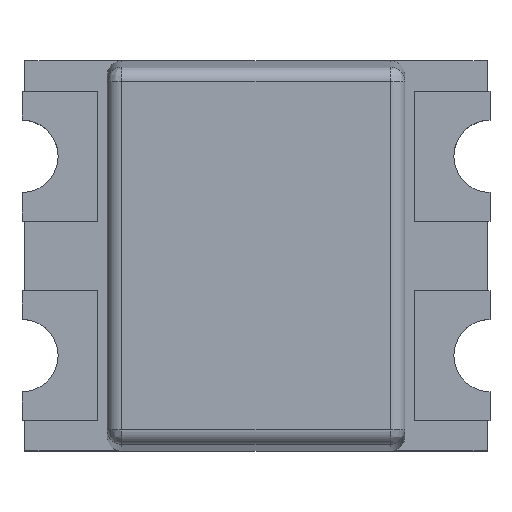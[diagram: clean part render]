
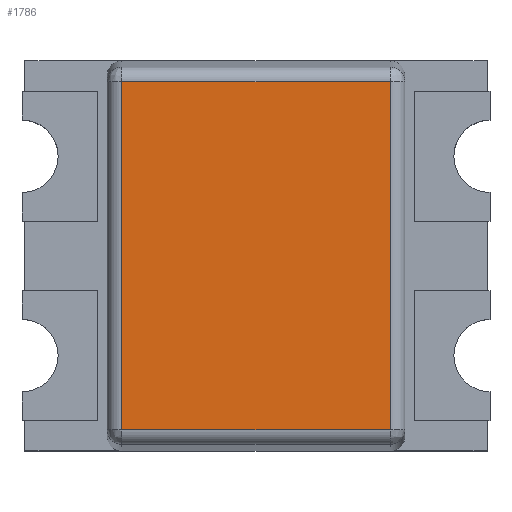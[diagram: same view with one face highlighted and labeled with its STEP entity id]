
A CAD part, top view. The second image highlights one B-rep face of the part: STEP entity #1786.
In plain terms, the highlighted planar face has unit normal (0, 0, 1).
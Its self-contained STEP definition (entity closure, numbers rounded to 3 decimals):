
#1540 = VERTEX_POINT('',#1541);
#1541 = CARTESIAN_POINT('',(-0.93,-1.206,1.1));
#1550 = VERTEX_POINT('',#1551);
#1551 = CARTESIAN_POINT('',(0.93,-1.206,1.1));
#1558 = EDGE_CURVE('',#1550,#1540,#1559,.T.);
#1559 = LINE('',#1560,#1561);
#1560 = CARTESIAN_POINT('',(1.03,-1.206,1.1));
#1561 = VECTOR('',#1562,1.);
#1562 = DIRECTION('',(-1.,0.,0.));
#1696 = VERTEX_POINT('',#1697);
#1697 = CARTESIAN_POINT('',(-0.93,1.206,1.1));
#1704 = EDGE_CURVE('',#1696,#1705,#1707,.T.);
#1705 = VERTEX_POINT('',#1706);
#1706 = CARTESIAN_POINT('',(0.93,1.206,1.1));
#1707 = LINE('',#1708,#1709);
#1708 = CARTESIAN_POINT('',(-1.03,1.206,1.1));
#1709 = VECTOR('',#1710,1.);
#1710 = DIRECTION('',(1.,0.,0.));
#1786 = ADVANCED_FACE('',(#1787),#1803,.T.);
#1787 = FACE_BOUND('',#1788,.T.);
#1788 = EDGE_LOOP('',(#1789,#1790,#1796,#1797));
#1789 = ORIENTED_EDGE('',*,*,#1558,.F.);
#1790 = ORIENTED_EDGE('',*,*,#1791,.T.);
#1791 = EDGE_CURVE('',#1550,#1705,#1792,.T.);
#1792 = LINE('',#1793,#1794);
#1793 = CARTESIAN_POINT('',(0.93,1.35,1.1));
#1794 = VECTOR('',#1795,1.);
#1795 = DIRECTION('',(0.,1.,0.));
#1796 = ORIENTED_EDGE('',*,*,#1704,.F.);
#1797 = ORIENTED_EDGE('',*,*,#1798,.T.);
#1798 = EDGE_CURVE('',#1696,#1540,#1799,.T.);
#1799 = LINE('',#1800,#1801);
#1800 = CARTESIAN_POINT('',(-0.93,1.35,1.1));
#1801 = VECTOR('',#1802,1.);
#1802 = DIRECTION('',(0.,-1.,0.));
#1803 = PLANE('',#1804);
#1804 = AXIS2_PLACEMENT_3D('',#1805,#1806,#1807);
#1805 = CARTESIAN_POINT('',(1.03,1.35,1.1));
#1806 = DIRECTION('',(0.,0.,1.));
#1807 = DIRECTION('',(0.,1.,0.));
